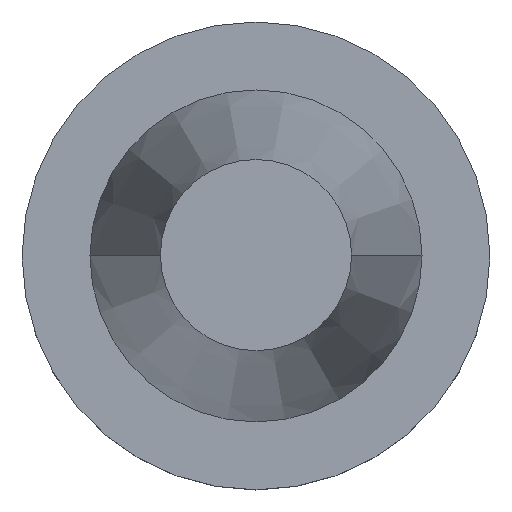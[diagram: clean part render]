
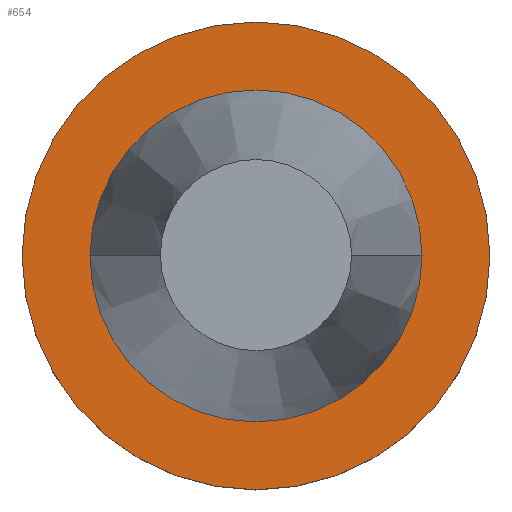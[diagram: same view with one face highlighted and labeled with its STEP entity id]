
A CAD part, top view. The second image highlights one B-rep face of the part: STEP entity #654.
In plain terms, the highlighted planar face has unit normal (0, 0, 1).
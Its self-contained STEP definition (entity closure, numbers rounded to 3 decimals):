
#4 = DIRECTION ( 'NONE',  ( -1., 0., 0. ) ) ;
#25 = CIRCLE ( 'NONE', #338, 34.925 ) ;
#42 = VERTEX_POINT ( 'NONE', #510 ) ;
#58 = PLANE ( 'NONE',  #826 ) ;
#66 = FACE_OUTER_BOUND ( 'NONE', #798, .T. ) ;
#85 = CARTESIAN_POINT ( 'NONE',  ( 0., 0., -1.5 ) ) ;
#101 = ORIENTED_EDGE ( 'NONE', *, *, #475, .T. ) ;
#104 = DIRECTION ( 'NONE',  ( 1., 0., 0. ) ) ;
#127 = ORIENTED_EDGE ( 'NONE', *, *, #191, .F. ) ;
#140 = AXIS2_PLACEMENT_3D ( 'NONE', #85, #226, #232 ) ;
#144 = CARTESIAN_POINT ( 'NONE',  ( -34.925, 0., -1.5 ) ) ;
#148 = AXIS2_PLACEMENT_3D ( 'NONE', #219, #156, #434 ) ;
#156 = DIRECTION ( 'NONE',  ( 0., 0., 1. ) ) ;
#191 = EDGE_CURVE ( 'NONE', #42, #491, #25, .T. ) ;
#199 = CARTESIAN_POINT ( 'NONE',  ( -49.215, 0., -1.5 ) ) ;
#219 = CARTESIAN_POINT ( 'NONE',  ( 0., 0., -1.5 ) ) ;
#226 = DIRECTION ( 'NONE',  ( 0., 0., 1. ) ) ;
#232 = DIRECTION ( 'NONE',  ( 1., 0., 0. ) ) ;
#293 = ORIENTED_EDGE ( 'NONE', *, *, #775, .T. ) ;
#308 = AXIS2_PLACEMENT_3D ( 'NONE', #613, #366, #822 ) ;
#309 = ORIENTED_EDGE ( 'NONE', *, *, #683, .F. ) ;
#338 = AXIS2_PLACEMENT_3D ( 'NONE', #465, #731, #104 ) ;
#341 = CARTESIAN_POINT ( 'NONE',  ( 49.215, 0., -1.5 ) ) ;
#366 = DIRECTION ( 'NONE',  ( 0., 0., 1. ) ) ;
#392 = FACE_BOUND ( 'NONE', #746, .T. ) ;
#434 = DIRECTION ( 'NONE',  ( 1., 0., 0. ) ) ;
#443 = CIRCLE ( 'NONE', #308, 49.215 ) ;
#465 = CARTESIAN_POINT ( 'NONE',  ( 0., 0., -1.5 ) ) ;
#475 = EDGE_CURVE ( 'NONE', #590, #655, #443, .T. ) ;
#491 = VERTEX_POINT ( 'NONE', #144 ) ;
#510 = CARTESIAN_POINT ( 'NONE',  ( 34.925, 0., -1.5 ) ) ;
#527 = CIRCLE ( 'NONE', #148, 34.925 ) ;
#590 = VERTEX_POINT ( 'NONE', #199 ) ;
#601 = DIRECTION ( 'NONE',  ( 0., 0., -1. ) ) ;
#613 = CARTESIAN_POINT ( 'NONE',  ( 0., 0., -1.5 ) ) ;
#654 = ADVANCED_FACE ( 'NONE', ( #392, #66 ), #58, .F. ) ;
#655 = VERTEX_POINT ( 'NONE', #341 ) ;
#661 = CARTESIAN_POINT ( 'NONE',  ( 0., 49.215, -1.5 ) ) ;
#683 = EDGE_CURVE ( 'NONE', #491, #42, #527, .T. ) ;
#724 = CIRCLE ( 'NONE', #140, 49.215 ) ;
#731 = DIRECTION ( 'NONE',  ( 0., 0., 1. ) ) ;
#746 = EDGE_LOOP ( 'NONE', ( #127, #309 ) ) ;
#775 = EDGE_CURVE ( 'NONE', #655, #590, #724, .T. ) ;
#798 = EDGE_LOOP ( 'NONE', ( #293, #101 ) ) ;
#822 = DIRECTION ( 'NONE',  ( 1., 0., 0. ) ) ;
#826 = AXIS2_PLACEMENT_3D ( 'NONE', #661, #601, #4 ) ;
